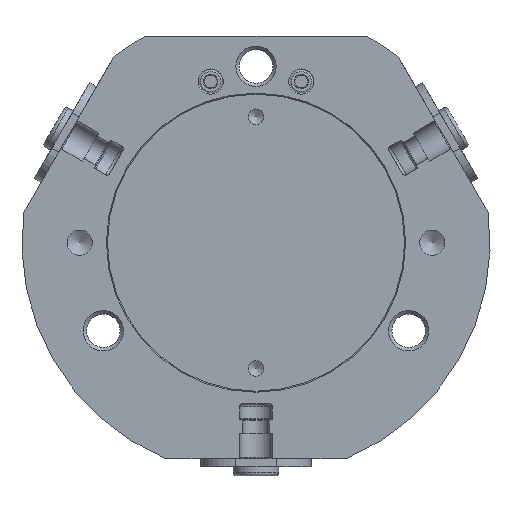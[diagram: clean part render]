
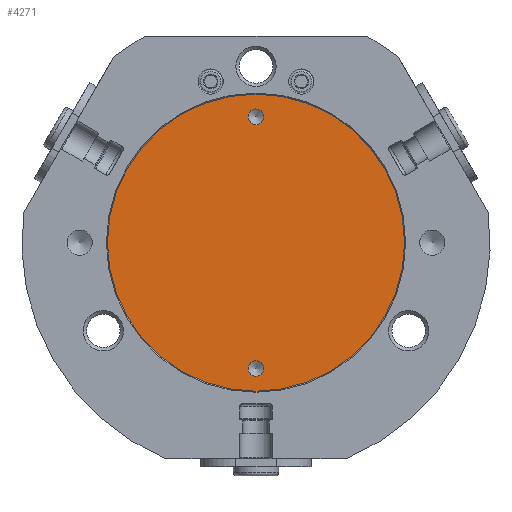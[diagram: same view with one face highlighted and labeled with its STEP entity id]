
A CAD part, front view. The second image highlights one B-rep face of the part: STEP entity #4271.
In plain terms, the highlighted planar face has unit normal (0, -1, 0).
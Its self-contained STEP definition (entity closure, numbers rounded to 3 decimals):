
#450=CIRCLE('',#4786,29.5);
#451=CIRCLE('',#4789,1.55);
#452=CIRCLE('',#4790,1.55);
#1197=ORIENTED_EDGE('',*,*,#1984,.F.);
#1198=ORIENTED_EDGE('',*,*,#1985,.F.);
#1199=ORIENTED_EDGE('',*,*,#1983,.T.);
#1983=EDGE_CURVE('',#2457,#2457,#450,.T.);
#1984=EDGE_CURVE('',#2458,#2458,#451,.T.);
#1985=EDGE_CURVE('',#2459,#2459,#452,.T.);
#2457=VERTEX_POINT('',#7200);
#2458=VERTEX_POINT('',#7204);
#2459=VERTEX_POINT('',#7206);
#3446=EDGE_LOOP('',(#1197));
#3447=EDGE_LOOP('',(#1198));
#3448=EDGE_LOOP('',(#1199));
#3843=FACE_BOUND('',#3446,.T.);
#3844=FACE_BOUND('',#3447,.T.);
#3845=FACE_BOUND('',#3448,.T.);
#4036=PLANE('',#4788);
#4271=ADVANCED_FACE('',(#3843,#3844,#3845),#4036,.F.);
#4786=AXIS2_PLACEMENT_3D('',#7199,#5831,#5832);
#4788=AXIS2_PLACEMENT_3D('',#7202,#5835,#5836);
#4789=AXIS2_PLACEMENT_3D('',#7203,#5837,#5838);
#4790=AXIS2_PLACEMENT_3D('',#7205,#5839,#5840);
#5831=DIRECTION('',(0.,-1.,0.));
#5832=DIRECTION('',(0.,0.,-1.));
#5835=DIRECTION('',(0.,1.,0.));
#5836=DIRECTION('',(0.,0.,1.));
#5837=DIRECTION('',(0.,-1.,0.));
#5838=DIRECTION('',(0.,0.,-1.));
#5839=DIRECTION('',(0.,-1.,0.));
#5840=DIRECTION('',(0.,0.,-1.));
#7199=CARTESIAN_POINT('',(0.,0.,0.));
#7200=CARTESIAN_POINT('',(0.,0.,-29.5));
#7202=CARTESIAN_POINT('',(0.,0.,0.));
#7203=CARTESIAN_POINT('',(0.,0.,25.));
#7204=CARTESIAN_POINT('',(0.,0.,23.45));
#7205=CARTESIAN_POINT('',(0.,0.,-25.));
#7206=CARTESIAN_POINT('',(0.,0.,-26.55));
